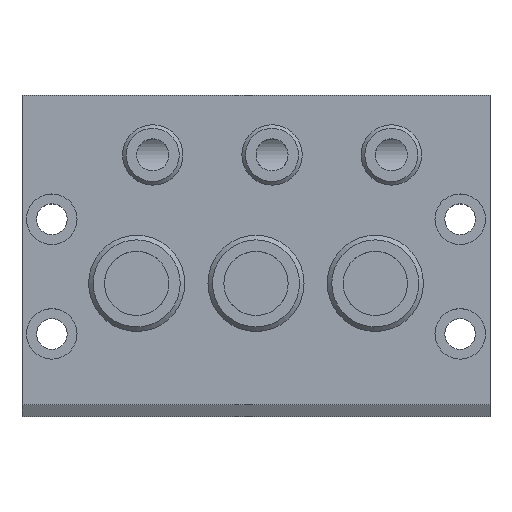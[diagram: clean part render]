
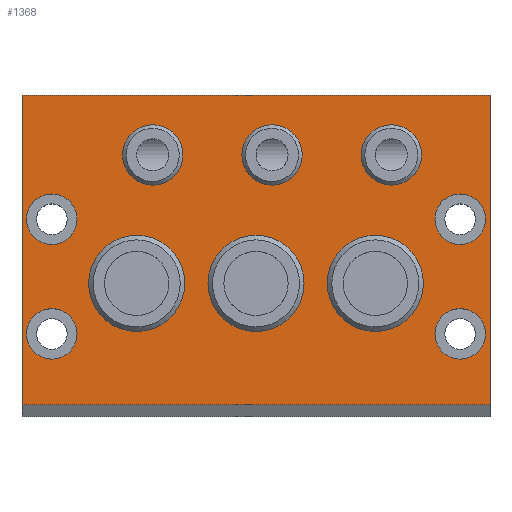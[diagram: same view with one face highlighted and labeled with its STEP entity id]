
A CAD part, top view. The second image highlights one B-rep face of the part: STEP entity #1368.
In plain terms, the highlighted planar face has unit normal (0, 0, 1).
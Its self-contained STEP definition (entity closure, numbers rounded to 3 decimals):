
#122=FACE_BOUND('',#425,.T.);
#123=FACE_BOUND('',#426,.T.);
#124=FACE_BOUND('',#427,.T.);
#125=FACE_BOUND('',#428,.T.);
#126=FACE_BOUND('',#429,.T.);
#127=FACE_BOUND('',#430,.T.);
#128=FACE_BOUND('',#431,.T.);
#129=FACE_BOUND('',#432,.T.);
#130=FACE_BOUND('',#433,.T.);
#131=FACE_BOUND('',#434,.T.);
#218=CIRCLE('',#1532,5.5);
#219=CIRCLE('',#1533,5.5);
#220=CIRCLE('',#1535,5.5);
#221=CIRCLE('',#1536,5.5);
#222=CIRCLE('',#1538,5.5);
#223=CIRCLE('',#1539,5.5);
#224=CIRCLE('',#1541,5.5);
#225=CIRCLE('',#1542,5.5);
#226=CIRCLE('',#1544,9.3);
#227=CIRCLE('',#1546,5.6);
#228=CIRCLE('',#1548,9.3);
#229=CIRCLE('',#1550,5.6);
#231=CIRCLE('',#1553,9.3);
#232=CIRCLE('',#1555,5.6);
#316=FACE_OUTER_BOUND('',#424,.T.);
#424=EDGE_LOOP('',(#1215,#1216,#1217,#1218));
#425=EDGE_LOOP('',(#1219));
#426=EDGE_LOOP('',(#1220));
#427=EDGE_LOOP('',(#1221));
#428=EDGE_LOOP('',(#1222));
#429=EDGE_LOOP('',(#1223));
#430=EDGE_LOOP('',(#1224));
#431=EDGE_LOOP('',(#1225,#1226));
#432=EDGE_LOOP('',(#1227,#1228));
#433=EDGE_LOOP('',(#1229,#1230));
#434=EDGE_LOOP('',(#1231,#1232));
#450=LINE('',#2035,#519);
#456=LINE('',#2046,#525);
#506=LINE('',#2605,#575);
#512=LINE('',#2629,#581);
#519=VECTOR('',#1589,10.);
#525=VECTOR('',#1597,10.);
#575=VECTOR('',#1965,10.);
#581=VECTOR('',#1997,10.);
#588=VERTEX_POINT('',#2032);
#589=VERTEX_POINT('',#2034);
#593=VERTEX_POINT('',#2044);
#684=VERTEX_POINT('',#2549);
#685=VERTEX_POINT('',#2550);
#686=VERTEX_POINT('',#2555);
#687=VERTEX_POINT('',#2556);
#688=VERTEX_POINT('',#2561);
#689=VERTEX_POINT('',#2562);
#690=VERTEX_POINT('',#2567);
#691=VERTEX_POINT('',#2568);
#692=VERTEX_POINT('',#2573);
#693=VERTEX_POINT('',#2577);
#694=VERTEX_POINT('',#2581);
#695=VERTEX_POINT('',#2585);
#697=VERTEX_POINT('',#2591);
#698=VERTEX_POINT('',#2595);
#700=VERTEX_POINT('',#2603);
#711=EDGE_CURVE('',#588,#589,#450,.T.);
#717=EDGE_CURVE('',#588,#593,#456,.T.);
#846=EDGE_CURVE('',#684,#685,#218,.T.);
#847=EDGE_CURVE('',#685,#684,#219,.T.);
#849=EDGE_CURVE('',#686,#687,#220,.T.);
#850=EDGE_CURVE('',#687,#686,#221,.T.);
#852=EDGE_CURVE('',#688,#689,#222,.T.);
#853=EDGE_CURVE('',#689,#688,#223,.T.);
#855=EDGE_CURVE('',#690,#691,#224,.T.);
#856=EDGE_CURVE('',#691,#690,#225,.T.);
#859=EDGE_CURVE('',#692,#692,#226,.T.);
#861=EDGE_CURVE('',#693,#693,#227,.T.);
#863=EDGE_CURVE('',#694,#694,#228,.T.);
#865=EDGE_CURVE('',#695,#695,#229,.T.);
#868=EDGE_CURVE('',#697,#697,#231,.T.);
#870=EDGE_CURVE('',#698,#698,#232,.T.);
#874=EDGE_CURVE('',#593,#700,#506,.T.);
#885=EDGE_CURVE('',#700,#589,#512,.T.);
#1215=ORIENTED_EDGE('',*,*,#711,.F.);
#1216=ORIENTED_EDGE('',*,*,#717,.T.);
#1217=ORIENTED_EDGE('',*,*,#874,.T.);
#1218=ORIENTED_EDGE('',*,*,#885,.T.);
#1219=ORIENTED_EDGE('',*,*,#870,.T.);
#1220=ORIENTED_EDGE('',*,*,#868,.T.);
#1221=ORIENTED_EDGE('',*,*,#865,.T.);
#1222=ORIENTED_EDGE('',*,*,#863,.T.);
#1223=ORIENTED_EDGE('',*,*,#861,.T.);
#1224=ORIENTED_EDGE('',*,*,#859,.T.);
#1225=ORIENTED_EDGE('',*,*,#855,.T.);
#1226=ORIENTED_EDGE('',*,*,#856,.T.);
#1227=ORIENTED_EDGE('',*,*,#852,.T.);
#1228=ORIENTED_EDGE('',*,*,#853,.T.);
#1229=ORIENTED_EDGE('',*,*,#849,.T.);
#1230=ORIENTED_EDGE('',*,*,#850,.T.);
#1231=ORIENTED_EDGE('',*,*,#846,.T.);
#1232=ORIENTED_EDGE('',*,*,#847,.T.);
#1289=PLANE('',#1571);
#1368=ADVANCED_FACE('',(#316,#122,#123,#124,#125,#126,#127,#128,#129,#130,
#131),#1289,.T.);
#1532=AXIS2_PLACEMENT_3D('',#2551,#1900,#1901);
#1533=AXIS2_PLACEMENT_3D('',#2552,#1902,#1903);
#1535=AXIS2_PLACEMENT_3D('',#2557,#1907,#1908);
#1536=AXIS2_PLACEMENT_3D('',#2558,#1909,#1910);
#1538=AXIS2_PLACEMENT_3D('',#2563,#1914,#1915);
#1539=AXIS2_PLACEMENT_3D('',#2564,#1916,#1917);
#1541=AXIS2_PLACEMENT_3D('',#2569,#1921,#1922);
#1542=AXIS2_PLACEMENT_3D('',#2570,#1923,#1924);
#1544=AXIS2_PLACEMENT_3D('',#2575,#1929,#1930);
#1546=AXIS2_PLACEMENT_3D('',#2579,#1934,#1935);
#1548=AXIS2_PLACEMENT_3D('',#2583,#1939,#1940);
#1550=AXIS2_PLACEMENT_3D('',#2587,#1944,#1945);
#1553=AXIS2_PLACEMENT_3D('',#2593,#1951,#1952);
#1555=AXIS2_PLACEMENT_3D('',#2597,#1956,#1957);
#1571=AXIS2_PLACEMENT_3D('',#2631,#1999,#2000);
#1589=DIRECTION('',(-1.,0.,0.));
#1597=DIRECTION('',(0.,1.,0.));
#1900=DIRECTION('center_axis',(0.,0.,-1.));
#1901=DIRECTION('ref_axis',(1.,0.,0.));
#1902=DIRECTION('center_axis',(0.,0.,-1.));
#1903=DIRECTION('ref_axis',(1.,0.,0.));
#1907=DIRECTION('center_axis',(0.,0.,-1.));
#1908=DIRECTION('ref_axis',(1.,0.,0.));
#1909=DIRECTION('center_axis',(0.,0.,-1.));
#1910=DIRECTION('ref_axis',(1.,0.,0.));
#1914=DIRECTION('center_axis',(0.,0.,-1.));
#1915=DIRECTION('ref_axis',(1.,0.,0.));
#1916=DIRECTION('center_axis',(0.,0.,-1.));
#1917=DIRECTION('ref_axis',(1.,0.,0.));
#1921=DIRECTION('center_axis',(0.,0.,-1.));
#1922=DIRECTION('ref_axis',(1.,0.,0.));
#1923=DIRECTION('center_axis',(0.,0.,-1.));
#1924=DIRECTION('ref_axis',(1.,0.,0.));
#1929=DIRECTION('center_axis',(0.,0.,-1.));
#1930=DIRECTION('ref_axis',(-1.,0.,0.));
#1934=DIRECTION('center_axis',(0.,0.,-1.));
#1935=DIRECTION('ref_axis',(-1.,0.,0.));
#1939=DIRECTION('center_axis',(0.,0.,-1.));
#1940=DIRECTION('ref_axis',(-1.,0.,0.));
#1944=DIRECTION('center_axis',(0.,0.,-1.));
#1945=DIRECTION('ref_axis',(-1.,0.,0.));
#1951=DIRECTION('center_axis',(0.,0.,-1.));
#1952=DIRECTION('ref_axis',(-1.,0.,0.));
#1956=DIRECTION('center_axis',(0.,0.,-1.));
#1957=DIRECTION('ref_axis',(-1.,0.,0.));
#1965=DIRECTION('',(-1.,0.,0.));
#1997=DIRECTION('',(0.,-1.,0.));
#1999=DIRECTION('center_axis',(0.,0.,1.));
#2000=DIRECTION('ref_axis',(1.,0.,0.));
#2032=CARTESIAN_POINT('',(51.,-32.402,25.));
#2034=CARTESIAN_POINT('',(-51.,-32.402,25.));
#2035=CARTESIAN_POINT('',(-25.5,-32.402,25.));
#2044=CARTESIAN_POINT('',(51.,35.,25.));
#2046=CARTESIAN_POINT('',(51.,35.,25.));
#2549=CARTESIAN_POINT('',(50.,-17.,25.));
#2550=CARTESIAN_POINT('',(39.,-17.,25.));
#2551=CARTESIAN_POINT('Origin',(44.5,-17.,25.));
#2552=CARTESIAN_POINT('Origin',(44.5,-17.,25.));
#2555=CARTESIAN_POINT('',(50.,8.,25.));
#2556=CARTESIAN_POINT('',(39.,8.,25.));
#2557=CARTESIAN_POINT('Origin',(44.5,8.,25.));
#2558=CARTESIAN_POINT('Origin',(44.5,8.,25.));
#2561=CARTESIAN_POINT('',(-39.,8.,25.));
#2562=CARTESIAN_POINT('',(-50.,8.,25.));
#2563=CARTESIAN_POINT('Origin',(-44.5,8.,25.));
#2564=CARTESIAN_POINT('Origin',(-44.5,8.,25.));
#2567=CARTESIAN_POINT('',(-39.,-17.,25.));
#2568=CARTESIAN_POINT('',(-50.,-17.,25.));
#2569=CARTESIAN_POINT('Origin',(-44.5,-17.,25.));
#2570=CARTESIAN_POINT('Origin',(-44.5,-17.,25.));
#2573=CARTESIAN_POINT('',(-16.7,-6.,25.));
#2575=CARTESIAN_POINT('Origin',(-26.,-6.,25.));
#2577=CARTESIAN_POINT('',(-16.9,22.,25.));
#2579=CARTESIAN_POINT('Origin',(-22.5,22.,25.));
#2581=CARTESIAN_POINT('',(9.3,-6.,25.));
#2583=CARTESIAN_POINT('Origin',(0.,-6.,
25.));
#2585=CARTESIAN_POINT('',(9.1,22.,25.));
#2587=CARTESIAN_POINT('Origin',(3.5,22.,25.));
#2591=CARTESIAN_POINT('',(35.3,-6.,25.));
#2593=CARTESIAN_POINT('Origin',(26.,-6.,25.));
#2595=CARTESIAN_POINT('',(35.1,22.,25.));
#2597=CARTESIAN_POINT('Origin',(29.5,22.,25.));
#2603=CARTESIAN_POINT('',(-51.,35.,25.));
#2605=CARTESIAN_POINT('',(-51.,35.,25.));
#2629=CARTESIAN_POINT('',(-51.,-35.,25.));
#2631=CARTESIAN_POINT('Origin',(0.,0.,25.));
